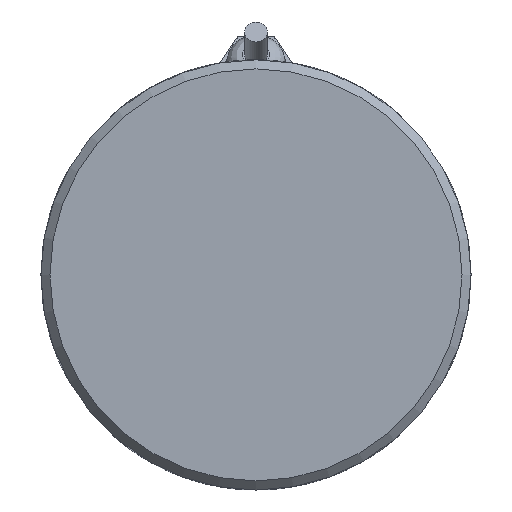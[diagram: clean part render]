
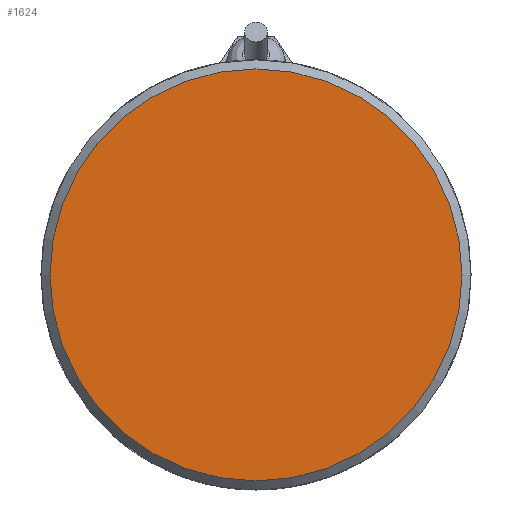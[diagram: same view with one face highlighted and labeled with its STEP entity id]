
A CAD part, left-side view. The second image highlights one B-rep face of the part: STEP entity #1624.
In plain terms, the highlighted planar face has unit normal (-1, 0, 0).
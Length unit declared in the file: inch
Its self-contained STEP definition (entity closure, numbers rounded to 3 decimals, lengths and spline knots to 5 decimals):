
#164=PLANE('',#1759);
#245=FACE_OUTER_BOUND('',#345,.T.);
#345=EDGE_LOOP('',(#1368));
#603=CIRCLE('',#1757,1.79126);
#736=VERTEX_POINT('',#6343);
#958=EDGE_CURVE('',#736,#736,#603,.T.);
#1368=ORIENTED_EDGE('',*,*,#958,.F.);
#1624=ADVANCED_FACE('',(#245),#164,.F.);
#1757=AXIS2_PLACEMENT_3D('',#6344,#2066,#2067);
#1759=AXIS2_PLACEMENT_3D('',#6348,#2071,#2072);
#2066=DIRECTION('center_axis',(1.,0.,0.));
#2067=DIRECTION('ref_axis',(0.,0.,-1.));
#2071=DIRECTION('center_axis',(1.,0.,0.));
#2072=DIRECTION('ref_axis',(0.,0.,-1.));
#6343=CARTESIAN_POINT('',(-7.44,0.,1.79126));
#6344=CARTESIAN_POINT('Origin',(-7.44,0.,0.));
#6348=CARTESIAN_POINT('Origin',(-7.44,0.,0.));
